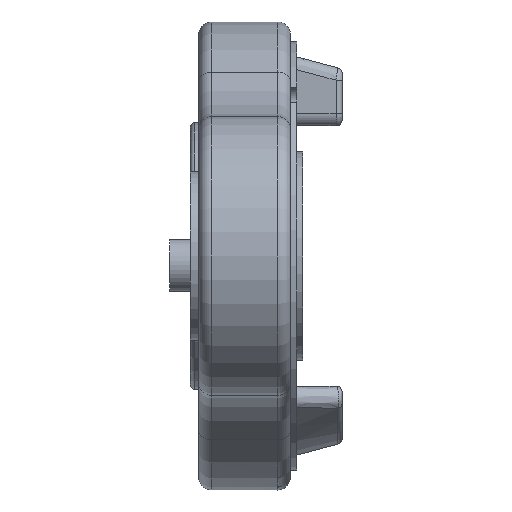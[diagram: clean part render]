
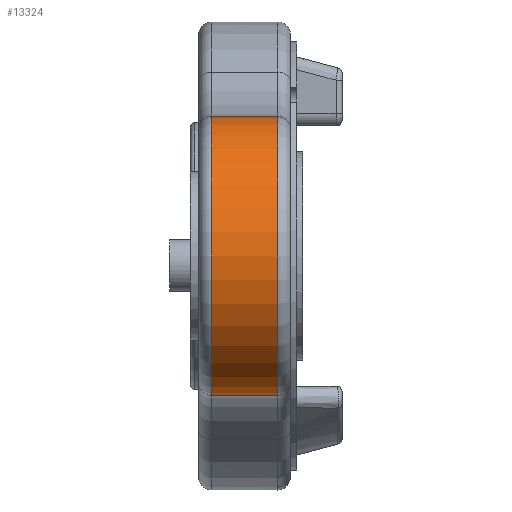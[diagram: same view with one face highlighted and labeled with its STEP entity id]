
A CAD part, left-side view. The second image highlights one B-rep face of the part: STEP entity #13324.
In plain terms, the highlighted cylindrical face has radius 17.018 mm (diameter 34.036 mm), a partial arc.
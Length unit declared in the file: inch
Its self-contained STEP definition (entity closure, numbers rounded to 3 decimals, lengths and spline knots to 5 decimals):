
#13115=CARTESIAN_POINT('',(-3.7,-0.38,0.67));
#13116=VERTEX_POINT('',#13115);
#13140=CARTESIAN_POINT('',(-3.7,-0.38,-0.67));
#13141=VERTEX_POINT('',#13140);
#13151=CARTESIAN_POINT('',(-3.7,-0.38,0.0));
#13152=DIRECTION('',(0.0,-1.0,0.0));
#13153=DIRECTION('',(-1.0,0.0,0.0));
#13154=AXIS2_PLACEMENT_3D('',#13151,#13152,#13153);
#13155=CIRCLE('',#13154,0.67);
#13156=EDGE_CURVE('',#13116,#13141,#13155,.T.);
#13282=CARTESIAN_POINT('',(-3.7,-0.06,-0.67));
#13283=VERTEX_POINT('',#13282);
#13284=CARTESIAN_POINT('',(-3.7,-0.06,-0.67));
#13285=DIRECTION('',(0.0,-1.0,0.0));
#13286=VECTOR('',#13285,0.32);
#13287=LINE('',#13284,#13286);
#13288=EDGE_CURVE('',#13283,#13141,#13287,.T.);
#13300=CARTESIAN_POINT('',(-3.7,0.0,0.0));
#13301=DIRECTION('',(0.0,-1.0,0.0));
#13302=DIRECTION('',(0.0,0.0,-1.0));
#13303=AXIS2_PLACEMENT_3D('',#13300,#13301,#13302);
#13304=CYLINDRICAL_SURFACE('',#13303,0.67);
#13305=ORIENTED_EDGE('',*,*,#13156,.F.);
#13306=CARTESIAN_POINT('',(-3.7,-0.06,0.67));
#13307=VERTEX_POINT('',#13306);
#13308=CARTESIAN_POINT('',(-3.7,-0.06,0.67));
#13309=DIRECTION('',(0.0,-1.0,0.0));
#13310=VECTOR('',#13309,0.32);
#13311=LINE('',#13308,#13310);
#13312=EDGE_CURVE('',#13307,#13116,#13311,.T.);
#13313=ORIENTED_EDGE('',*,*,#13312,.F.);
#13314=CARTESIAN_POINT('',(-3.7,-0.06,0.0));
#13315=DIRECTION('',(0.0,1.0,0.0));
#13316=DIRECTION('',(-1.0,0.0,0.0));
#13317=AXIS2_PLACEMENT_3D('',#13314,#13315,#13316);
#13318=CIRCLE('',#13317,0.67);
#13319=EDGE_CURVE('',#13283,#13307,#13318,.T.);
#13320=ORIENTED_EDGE('',*,*,#13319,.F.);
#13321=ORIENTED_EDGE('',*,*,#13288,.T.);
#13322=EDGE_LOOP('',(#13305,#13313,#13320,#13321));
#13323=FACE_OUTER_BOUND('',#13322,.T.);
#13324=ADVANCED_FACE('',(#13323),#13304,.T.);
